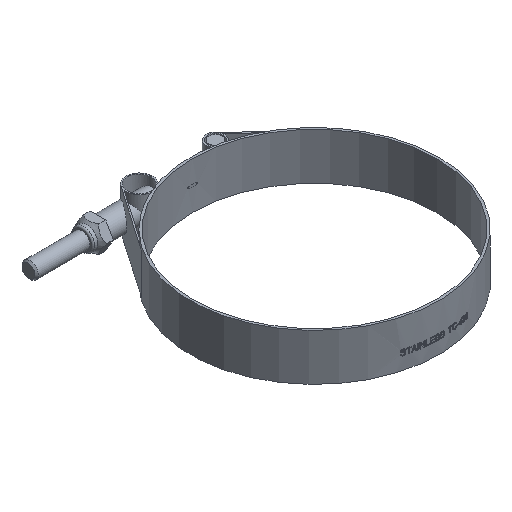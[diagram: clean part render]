
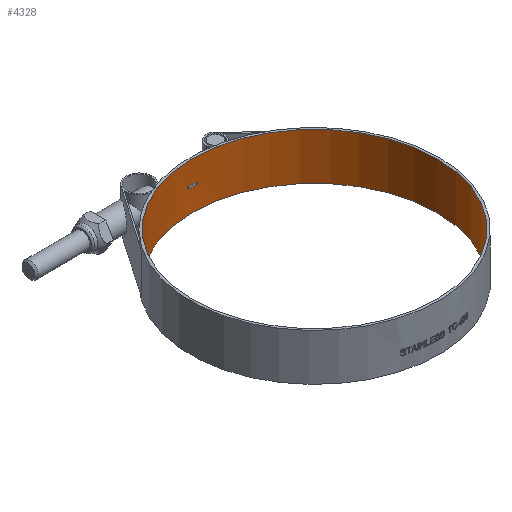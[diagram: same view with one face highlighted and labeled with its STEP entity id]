
A CAD part, isometric view. The second image highlights one B-rep face of the part: STEP entity #4328.
In plain terms, the highlighted cylindrical face has radius 58.039 mm (diameter 116.078 mm), a full revolution.
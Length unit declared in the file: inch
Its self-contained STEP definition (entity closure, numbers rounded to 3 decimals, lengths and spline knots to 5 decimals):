
#512=B_SPLINE_CURVE_WITH_KNOTS('',3,(#24697,#24698,#24699,#24700,#24701,
#24702,#24703,#24704,#24705,#24706,#24707,#24708,#24709,#24710,#24711,#24712,
#24713,#24714,#24715,#24716,#24717,#24718,#24719,#24720,#24721,#24722,#24723,
#24724,#24725,#24726,#24727,#24728,#24729,#24730,#24731,#24732,#24733,#24734,
#24735,#24736,#24737,#24738,#24739,#24740,#24741,#24742,#24743,#24744,#24745,
#24746),.UNSPECIFIED.,.T.,.F.,(4,2,2,2,2,2,2,2,2,2,2,2,2,2,2,2,2,2,2,2,
2,2,2,2,4),(0.,0.1092,0.1638,0.2184,0.23177,
0.23845,0.24514,0.25182,0.2585,
0.27187,0.32647,0.38107,0.49027,
0.59947,0.65407,0.70867,0.72204,0.72872,
0.73541,0.74209,0.74877,0.76214,
0.81674,0.87134,0.98054),.UNSPECIFIED.);
#549=FACE_BOUND('',#1064,.T.);
#788=FACE_OUTER_BOUND('',#1063,.T.);
#1063=EDGE_LOOP('',(#4040,#4041,#4042,#4043));
#1064=EDGE_LOOP('',(#4044));
#1156=CIRCLE('',#4581,2.285);
#1157=CIRCLE('',#4582,2.285);
#1419=LINE('',#24828,#1681);
#1681=VECTOR('',#5309,2.285);
#2102=VERTEX_POINT('',#24696);
#2111=VERTEX_POINT('',#24825);
#2112=VERTEX_POINT('',#24827);
#2733=EDGE_CURVE('',#2102,#2102,#512,.T.);
#2757=EDGE_CURVE('',#2111,#2111,#1156,.T.);
#2758=EDGE_CURVE('',#2111,#2112,#1419,.T.);
#2759=EDGE_CURVE('',#2112,#2112,#1157,.T.);
#4040=ORIENTED_EDGE('',*,*,#2757,.F.);
#4041=ORIENTED_EDGE('',*,*,#2758,.T.);
#4042=ORIENTED_EDGE('',*,*,#2759,.F.);
#4043=ORIENTED_EDGE('',*,*,#2758,.F.);
#4044=ORIENTED_EDGE('',*,*,#2733,.T.);
#4090=CYLINDRICAL_SURFACE('',#4580,2.285);
#4328=ADVANCED_FACE('',(#788,#549),#4090,.F.);
#4580=AXIS2_PLACEMENT_3D('',#24824,#5305,#5306);
#4581=AXIS2_PLACEMENT_3D('',#24826,#5307,#5308);
#4582=AXIS2_PLACEMENT_3D('',#24829,#5310,#5311);
#5305=DIRECTION('center_axis',(0.,0.,1.));
#5306=DIRECTION('ref_axis',(-1.,0.,0.));
#5307=DIRECTION('center_axis',(0.,0.,1.));
#5308=DIRECTION('ref_axis',(-1.,0.,0.));
#5309=DIRECTION('',(0.,0.,1.));
#5310=DIRECTION('center_axis',(0.,0.,-1.));
#5311=DIRECTION('ref_axis',(-1.,0.,0.));
#24696=CARTESIAN_POINT('',(0.,2.285,0.02375));
#24697=CARTESIAN_POINT('Ctrl Pts',(0.,2.285,0.02375));
#24698=CARTESIAN_POINT('Ctrl Pts',(0.01433,2.285,0.02375));
#24699=CARTESIAN_POINT('Ctrl Pts',(0.02995,2.28485,0.02291));
#24700=CARTESIAN_POINT('Ctrl Pts',(0.05259,2.28441,
0.0197));
#24701=CARTESIAN_POINT('Ctrl Pts',(0.05997,2.28422,0.01831));
#24702=CARTESIAN_POINT('Ctrl Pts',(0.07403,2.28381,
0.01454));
#24703=CARTESIAN_POINT('Ctrl Pts',(0.08079,2.28358,
0.01243));
#24704=CARTESIAN_POINT('Ctrl Pts',(0.08815,2.2833,
0.0074));
#24705=CARTESIAN_POINT('Ctrl Pts',(0.08964,2.28324,
0.00619));
#24706=CARTESIAN_POINT('Ctrl Pts',(0.09133,2.28317,
0.00407));
#24707=CARTESIAN_POINT('Ctrl Pts',(0.0918,2.28316,
0.00331));
#24708=CARTESIAN_POINT('Ctrl Pts',(0.09245,2.28313,
0.00172));
#24709=CARTESIAN_POINT('Ctrl Pts',(0.09264,2.28312,
0.00088));
#24710=CARTESIAN_POINT('Ctrl Pts',(0.09264,2.28312,
-0.00088));
#24711=CARTESIAN_POINT('Ctrl Pts',(0.09245,2.28313,
-0.00172));
#24712=CARTESIAN_POINT('Ctrl Pts',(0.0918,2.28316,
-0.00331));
#24713=CARTESIAN_POINT('Ctrl Pts',(0.09133,2.28317,
-0.00407));
#24714=CARTESIAN_POINT('Ctrl Pts',(0.08964,2.28324,
-0.00619));
#24715=CARTESIAN_POINT('Ctrl Pts',(0.08815,2.2833,
-0.0074));
#24716=CARTESIAN_POINT('Ctrl Pts',(0.08079,2.28358,
-0.01243));
#24717=CARTESIAN_POINT('Ctrl Pts',(0.07403,2.28381,
-0.01454));
#24718=CARTESIAN_POINT('Ctrl Pts',(0.05997,2.28422,-0.01831));
#24719=CARTESIAN_POINT('Ctrl Pts',(0.05259,2.28441,
-0.0197));
#24720=CARTESIAN_POINT('Ctrl Pts',(0.02995,2.28485,-0.02291));
#24721=CARTESIAN_POINT('Ctrl Pts',(0.01433,2.285,-0.02375));
#24722=CARTESIAN_POINT('Ctrl Pts',(-0.01433,2.285,-0.02375));
#24723=CARTESIAN_POINT('Ctrl Pts',(-0.02995,2.28485,
-0.02291));
#24724=CARTESIAN_POINT('Ctrl Pts',(-0.05259,2.28441,
-0.0197));
#24725=CARTESIAN_POINT('Ctrl Pts',(-0.05997,2.28422,
-0.01831));
#24726=CARTESIAN_POINT('Ctrl Pts',(-0.07403,2.28381,
-0.01454));
#24727=CARTESIAN_POINT('Ctrl Pts',(-0.08079,2.28358,
-0.01243));
#24728=CARTESIAN_POINT('Ctrl Pts',(-0.08815,2.2833,
-0.0074));
#24729=CARTESIAN_POINT('Ctrl Pts',(-0.08964,2.28324,
-0.00619));
#24730=CARTESIAN_POINT('Ctrl Pts',(-0.09133,2.28317,
-0.00407));
#24731=CARTESIAN_POINT('Ctrl Pts',(-0.0918,2.28316,
-0.00331));
#24732=CARTESIAN_POINT('Ctrl Pts',(-0.09245,2.28313,
-0.00172));
#24733=CARTESIAN_POINT('Ctrl Pts',(-0.09264,2.28312,
-0.00088));
#24734=CARTESIAN_POINT('Ctrl Pts',(-0.09264,2.28312,
0.00088));
#24735=CARTESIAN_POINT('Ctrl Pts',(-0.09245,2.28313,
0.00172));
#24736=CARTESIAN_POINT('Ctrl Pts',(-0.0918,2.28316,
0.00331));
#24737=CARTESIAN_POINT('Ctrl Pts',(-0.09133,2.28317,
0.00407));
#24738=CARTESIAN_POINT('Ctrl Pts',(-0.08964,2.28324,
0.00619));
#24739=CARTESIAN_POINT('Ctrl Pts',(-0.08815,2.2833,
0.0074));
#24740=CARTESIAN_POINT('Ctrl Pts',(-0.08079,2.28358,
0.01243));
#24741=CARTESIAN_POINT('Ctrl Pts',(-0.07403,2.28381,
0.01454));
#24742=CARTESIAN_POINT('Ctrl Pts',(-0.05997,2.28422,
0.01831));
#24743=CARTESIAN_POINT('Ctrl Pts',(-0.05259,2.28441,
0.0197));
#24744=CARTESIAN_POINT('Ctrl Pts',(-0.02995,2.28485,
0.02291));
#24745=CARTESIAN_POINT('Ctrl Pts',(-0.01433,2.285,0.02375));
#24746=CARTESIAN_POINT('Ctrl Pts',(0.,2.285,0.02375));
#24824=CARTESIAN_POINT('Origin',(0.,0.,0.));
#24825=CARTESIAN_POINT('',(2.285,0.,-0.4375));
#24826=CARTESIAN_POINT('Origin',(0.,0.,-0.4375));
#24827=CARTESIAN_POINT('',(2.285,0.,0.4375));
#24828=CARTESIAN_POINT('',(2.285,0.,0.));
#24829=CARTESIAN_POINT('Origin',(0.,0.,0.4375));
